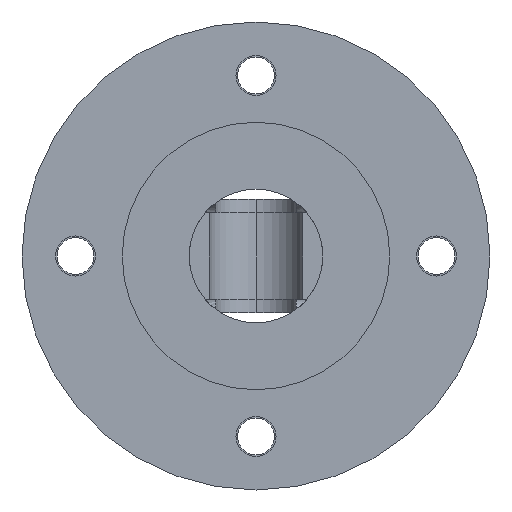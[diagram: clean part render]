
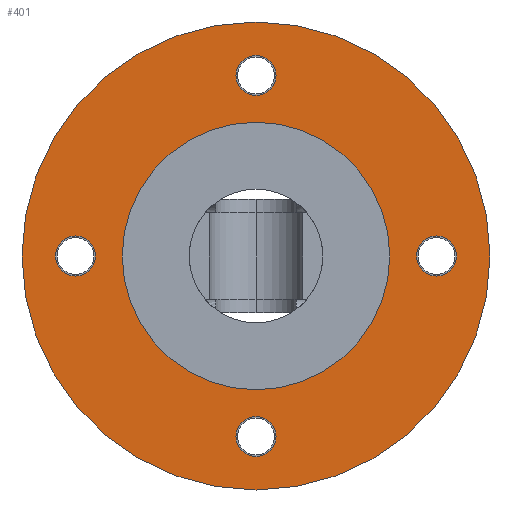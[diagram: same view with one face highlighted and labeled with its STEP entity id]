
A CAD part, front view. The second image highlights one B-rep face of the part: STEP entity #401.
In plain terms, the highlighted planar face has unit normal (0, -1, 0).
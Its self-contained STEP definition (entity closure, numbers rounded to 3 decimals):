
#401=ADVANCED_FACE('NONE',(#846,#847,#848,#849,#850,#851),#852,.F.);
#846=FACE_OUTER_BOUND('',#1445,.T.);
#847=FACE_BOUND('',#1446,.T.);
#848=FACE_BOUND('',#1447,.T.);
#849=FACE_BOUND('',#1448,.T.);
#850=FACE_BOUND('',#1449,.T.);
#851=FACE_BOUND('',#1450,.T.);
#852=PLANE('',#1451);
#1445=EDGE_LOOP('',(#2964,#2965));
#1446=EDGE_LOOP('',(#2966,#2967));
#1447=EDGE_LOOP('',(#2968,#2969));
#1448=EDGE_LOOP('',(#2970,#2971));
#1449=EDGE_LOOP('',(#2972,#2973));
#1450=EDGE_LOOP('',(#2974,#2975));
#1451=AXIS2_PLACEMENT_3D('',#2976,#2977,#2978);
#2964=ORIENTED_EDGE('',*,*,#4178,.F.);
#2965=ORIENTED_EDGE('',*,*,#3981,.F.);
#2966=ORIENTED_EDGE('',*,*,#4179,.F.);
#2967=ORIENTED_EDGE('',*,*,#3961,.F.);
#2968=ORIENTED_EDGE('',*,*,#4180,.F.);
#2969=ORIENTED_EDGE('',*,*,#3966,.F.);
#2970=ORIENTED_EDGE('',*,*,#4181,.F.);
#2971=ORIENTED_EDGE('',*,*,#3971,.F.);
#2972=ORIENTED_EDGE('',*,*,#4182,.F.);
#2973=ORIENTED_EDGE('',*,*,#3976,.F.);
#2974=ORIENTED_EDGE('',*,*,#3930,.T.);
#2975=ORIENTED_EDGE('',*,*,#4128,.T.);
#2976=CARTESIAN_POINT('',(35.0,0.,35.0));
#2977=DIRECTION('',(0.0,1.0,0.0));
#2978=DIRECTION('',(0.0,0.0,1.0));
#3930=EDGE_CURVE('NONE',#4591,#4589,#4592,.T.);
#3961=EDGE_CURVE('NONE',#4641,#4643,#4644,.T.);
#3966=EDGE_CURVE('NONE',#4650,#4652,#4653,.T.);
#3971=EDGE_CURVE('NONE',#4659,#4661,#4662,.T.);
#3976=EDGE_CURVE('NONE',#4668,#4670,#4671,.T.);
#3981=EDGE_CURVE('NONE',#4675,#4677,#4678,.T.);
#4128=EDGE_CURVE('NONE',#4589,#4591,#4924,.T.);
#4178=EDGE_CURVE('NONE',#4677,#4675,#4993,.T.);
#4179=EDGE_CURVE('NONE',#4643,#4641,#4994,.T.);
#4180=EDGE_CURVE('NONE',#4652,#4650,#4995,.T.);
#4181=EDGE_CURVE('NONE',#4661,#4659,#4996,.T.);
#4182=EDGE_CURVE('NONE',#4670,#4668,#4997,.T.);
#4589=VERTEX_POINT('NONE',#5728);
#4591=VERTEX_POINT('NONE',#5731);
#4592=CIRCLE('',#5732,20.0);
#4641=VERTEX_POINT('NONE',#5821);
#4643=VERTEX_POINT('NONE',#5824);
#4644=CIRCLE('',#5825,3.0);
#4650=VERTEX_POINT('NONE',#5832);
#4652=VERTEX_POINT('NONE',#5835);
#4653=CIRCLE('',#5836,3.0);
#4659=VERTEX_POINT('NONE',#5843);
#4661=VERTEX_POINT('NONE',#5846);
#4662=CIRCLE('',#5847,3.0);
#4668=VERTEX_POINT('NONE',#5854);
#4670=VERTEX_POINT('NONE',#5857);
#4671=CIRCLE('',#5858,3.0);
#4675=VERTEX_POINT('NONE',#5863);
#4677=VERTEX_POINT('NONE',#5866);
#4678=CIRCLE('',#5867,35.0);
#4924=CIRCLE('',#6627,20.0);
#4993=CIRCLE('',#6800,35.0);
#4994=CIRCLE('',#6801,3.0);
#4995=CIRCLE('',#6802,3.0);
#4996=CIRCLE('',#6803,3.0);
#4997=CIRCLE('',#6804,3.0);
#5728=CARTESIAN_POINT('',(15.0,0.0,35.0));
#5731=CARTESIAN_POINT('',(55.0,0.,35.0));
#5732=AXIS2_PLACEMENT_3D('',#7948,#7949,#7950);
#5821=CARTESIAN_POINT('',(32.0,0.,62.0));
#5824=CARTESIAN_POINT('',(38.0,0.,62.0));
#5825=AXIS2_PLACEMENT_3D('',#7988,#7989,#7990);
#5832=CARTESIAN_POINT('',(32.0,0.,8.0));
#5835=CARTESIAN_POINT('',(38.0,0.,8.0));
#5836=AXIS2_PLACEMENT_3D('',#7996,#7997,#7998);
#5843=CARTESIAN_POINT('',(59.0,0.,35.0));
#5846=CARTESIAN_POINT('',(65.0,0.,35.0));
#5847=AXIS2_PLACEMENT_3D('',#8004,#8005,#8006);
#5854=CARTESIAN_POINT('',(5.0,0.,35.0));
#5857=CARTESIAN_POINT('',(11.0,0.,35.0));
#5858=AXIS2_PLACEMENT_3D('',#8012,#8013,#8014);
#5863=CARTESIAN_POINT('',(35.0,0.,70.0));
#5866=CARTESIAN_POINT('',(35.0,0.,0.));
#5867=AXIS2_PLACEMENT_3D('',#8020,#8021,#8022);
#6627=AXIS2_PLACEMENT_3D('',#8189,#8190,#8191);
#6800=AXIS2_PLACEMENT_3D('',#8232,#8233,#8234);
#6801=AXIS2_PLACEMENT_3D('',#8235,#8236,#8237);
#6802=AXIS2_PLACEMENT_3D('',#8238,#8239,#8240);
#6803=AXIS2_PLACEMENT_3D('',#8241,#8242,#8243);
#6804=AXIS2_PLACEMENT_3D('',#8244,#8245,#8246);
#7948=CARTESIAN_POINT('',(35.0,0.,35.0));
#7949=DIRECTION('',(0.,1.0,0.));
#7950=DIRECTION('',(1.0,0.,0.0));
#7988=CARTESIAN_POINT('',(35.0,0.,62.0));
#7989=DIRECTION('',(0.,-1.0,0.));
#7990=DIRECTION('',(1.0,0.,0.0));
#7996=CARTESIAN_POINT('',(35.0,0.,8.0));
#7997=DIRECTION('',(0.,-1.0,0.));
#7998=DIRECTION('',(1.0,0.,0.0));
#8004=CARTESIAN_POINT('',(62.0,0.,35.0));
#8005=DIRECTION('',(0.,-1.0,0.));
#8006=DIRECTION('',(1.0,0.,0.0));
#8012=CARTESIAN_POINT('',(8.0,0.,35.0));
#8013=DIRECTION('',(0.,-1.0,0.));
#8014=DIRECTION('',(1.0,0.,0.0));
#8020=CARTESIAN_POINT('',(35.0,0.,35.0));
#8021=DIRECTION('',(0.0,1.0,0.0));
#8022=DIRECTION('',(0.0,0.0,-1.0));
#8189=CARTESIAN_POINT('',(35.0,0.,35.0));
#8190=DIRECTION('',(0.,1.0,0.));
#8191=DIRECTION('',(1.0,0.,0.0));
#8232=CARTESIAN_POINT('',(35.0,0.,35.0));
#8233=DIRECTION('',(0.0,1.0,0.0));
#8234=DIRECTION('',(0.0,0.0,-1.0));
#8235=CARTESIAN_POINT('',(35.0,0.,62.0));
#8236=DIRECTION('',(0.,-1.0,0.));
#8237=DIRECTION('',(1.0,0.,0.0));
#8238=CARTESIAN_POINT('',(35.0,0.,8.0));
#8239=DIRECTION('',(0.,-1.0,0.));
#8240=DIRECTION('',(1.0,0.,0.0));
#8241=CARTESIAN_POINT('',(62.0,0.,35.0));
#8242=DIRECTION('',(0.,-1.0,0.));
#8243=DIRECTION('',(1.0,0.,0.0));
#8244=CARTESIAN_POINT('',(8.0,0.,35.0));
#8245=DIRECTION('',(0.,-1.0,0.));
#8246=DIRECTION('',(1.0,0.,0.0));
